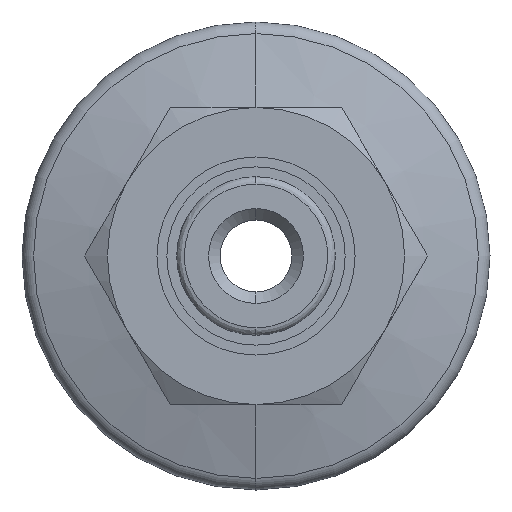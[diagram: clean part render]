
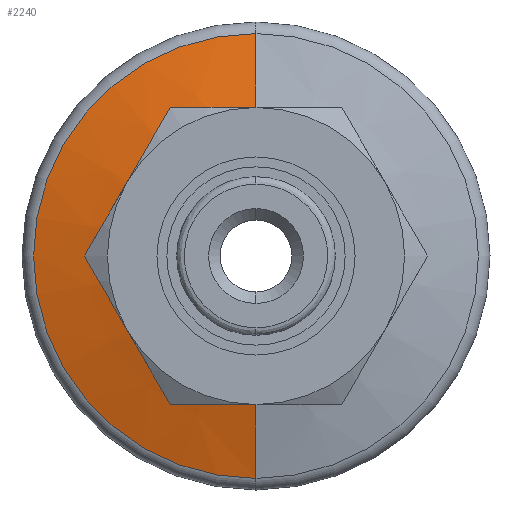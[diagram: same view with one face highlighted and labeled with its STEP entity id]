
A CAD part, left-side view. The second image highlights one B-rep face of the part: STEP entity #2240.
In plain terms, the highlighted conical face has half-angle 75 degrees and reference radius 7.535 mm.
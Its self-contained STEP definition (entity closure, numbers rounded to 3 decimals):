
#10 = LINE ( 'NONE', #1859, #1277 ) ;
#11 = DIRECTION ( 'NONE',  ( 0.259, 0., 0.966 ) ) ;
#107 = CONICAL_SURFACE ( 'NONE', #2491, 7.535, 1.309 ) ;
#175 = EDGE_CURVE ( 'NONE', #1743, #1963, #2372, .T. ) ;
#279 = CARTESIAN_POINT ( 'NONE',  ( 1.802, 0., 14.259 ) ) ;
#479 = DIRECTION ( 'NONE',  ( 1., 0., 0. ) ) ;
#522 = CARTESIAN_POINT ( 'NONE',  ( 0., 0., 7.535 ) ) ;
#576 = CARTESIAN_POINT ( 'NONE',  ( 0., 0., 0. ) ) ;
#640 = EDGE_LOOP ( 'NONE', ( #3378, #3147, #3502, #3563 ) ) ;
#750 = DIRECTION ( 'NONE',  ( 1., 0., 0. ) ) ;
#963 = DIRECTION ( 'NONE',  ( 1., 0., 0. ) ) ;
#989 = CARTESIAN_POINT ( 'NONE',  ( 0., 0., 0. ) ) ;
#993 = VECTOR ( 'NONE', #2900, 1000. ) ;
#1027 = VERTEX_POINT ( 'NONE', #2053 ) ;
#1091 = EDGE_CURVE ( 'NONE', #3466, #1963, #10, .T. ) ;
#1277 = VECTOR ( 'NONE', #11, 1000. ) ;
#1281 = LINE ( 'NONE', #2049, #993 ) ;
#1340 = AXIS2_PLACEMENT_3D ( 'NONE', #2715, #963, #2736 ) ;
#1743 = VERTEX_POINT ( 'NONE', #2877 ) ;
#1859 = CARTESIAN_POINT ( 'NONE',  ( 0., 0., 7.535 ) ) ;
#1952 = AXIS2_PLACEMENT_3D ( 'NONE', #989, #479, #2304 ) ;
#1963 = VERTEX_POINT ( 'NONE', #279 ) ;
#2049 = CARTESIAN_POINT ( 'NONE',  ( 0., 0., -7.535 ) ) ;
#2053 = CARTESIAN_POINT ( 'NONE',  ( 0., 0., -7.535 ) ) ;
#2240 = ADVANCED_FACE ( 'NONE', ( #3181 ), #107, .T. ) ;
#2304 = DIRECTION ( 'NONE',  ( 0., 0., -1. ) ) ;
#2372 = CIRCLE ( 'NONE', #1340, 14.259 ) ;
#2491 = AXIS2_PLACEMENT_3D ( 'NONE', #576, #750, #2903 ) ;
#2594 = EDGE_CURVE ( 'NONE', #1027, #3466, #3109, .T. ) ;
#2715 = CARTESIAN_POINT ( 'NONE',  ( 1.802, 0., 0. ) ) ;
#2736 = DIRECTION ( 'NONE',  ( 0., 0., -1. ) ) ;
#2877 = CARTESIAN_POINT ( 'NONE',  ( 1.802, 0., -14.259 ) ) ;
#2900 = DIRECTION ( 'NONE',  ( 0.259, 0., -0.966 ) ) ;
#2903 = DIRECTION ( 'NONE',  ( 0., 0., -1. ) ) ;
#2996 = EDGE_CURVE ( 'NONE', #1027, #1743, #1281, .T. ) ;
#3109 = CIRCLE ( 'NONE', #1952, 7.535 ) ;
#3147 = ORIENTED_EDGE ( 'NONE', *, *, #1091, .T. ) ;
#3181 = FACE_OUTER_BOUND ( 'NONE', #640, .T. ) ;
#3378 = ORIENTED_EDGE ( 'NONE', *, *, #2594, .T. ) ;
#3466 = VERTEX_POINT ( 'NONE', #522 ) ;
#3502 = ORIENTED_EDGE ( 'NONE', *, *, #175, .F. ) ;
#3563 = ORIENTED_EDGE ( 'NONE', *, *, #2996, .F. ) ;
